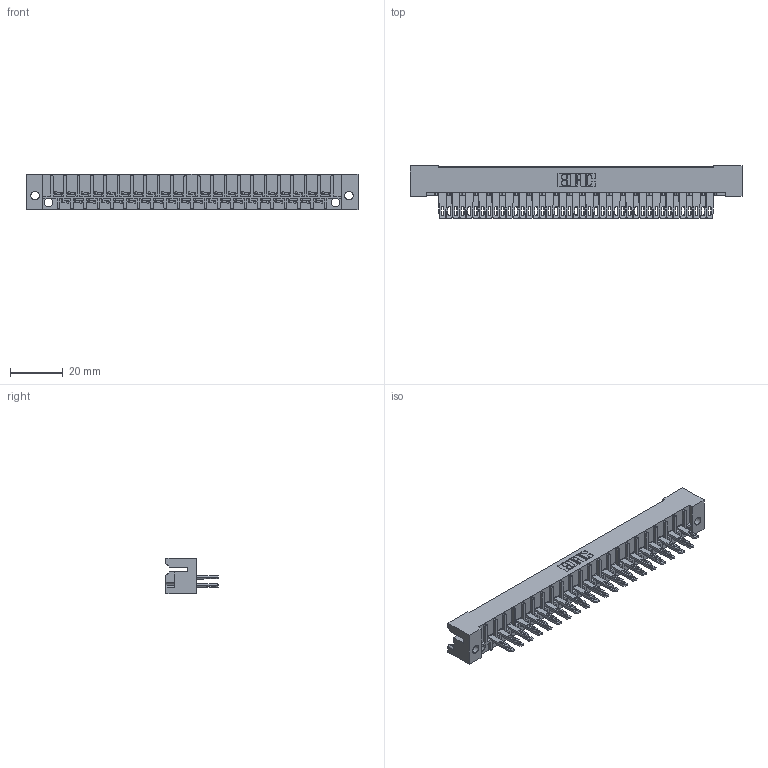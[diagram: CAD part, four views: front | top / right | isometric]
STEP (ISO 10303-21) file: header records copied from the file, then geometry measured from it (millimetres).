
FILE_DESCRIPTION (( 'STEP AP203' ), '1' );
FILE_NAME ('424-047-500-112.STEP', '2019-11-27T20:49:23', ( '' ), ( '' ), 'SwSTEP 2.0', 'SolidWorks 2016', '' );
FILE_SCHEMA (( 'CONFIG_CONTROL_DESIGN' ));
Length unit declared in the file: inch
Products named in the file (3): 408-290-001_408-290-100; 424-047-500-112; 424 Part_041
Assembly tree (42 placements, depth 2):
  424-047-500-112
    424 Part_041
    408-290-001_408-290-100  x41
Bounding box: 126.24 x 19.79 x 13.49 mm (x, y, z)
Volume: 14211.9 mm3; surface area: 18777.6 mm2
Topology: 42 solids, 42 shells, 2482 faces, 6856 edges, 4460 vertices
Faces by surface type: plane 1770, cylinder 548, bspline 164
Entity records: 30967 total; most frequent: CARTESIAN_POINT 5339, ORIENTED_EDGE 5232, DIRECTION 4754, EDGE_CURVE 2616, LINE 2316, VECTOR 2316, VERTEX_POINT 1740, AXIS2_PLACEMENT_3D 1219
